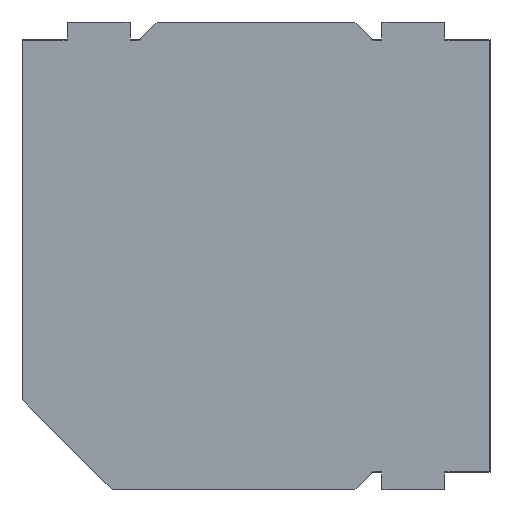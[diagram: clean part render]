
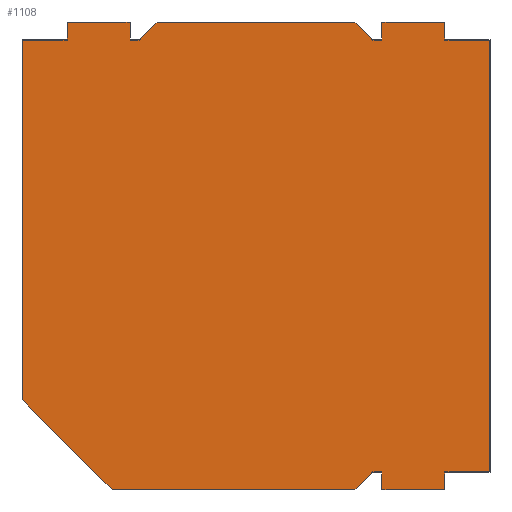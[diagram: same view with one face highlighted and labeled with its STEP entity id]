
A CAD part, front view. The second image highlights one B-rep face of the part: STEP entity #1108.
In plain terms, the highlighted planar face has unit normal (0, -1, 0).
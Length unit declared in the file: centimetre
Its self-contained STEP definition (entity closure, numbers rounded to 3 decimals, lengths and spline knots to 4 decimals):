
#81=FACE_OUTER_BOUND('',#141,.T.);
#141=EDGE_LOOP('',(#923,#924,#925,#926,#927,#928,#929,#930,#931,#932,#933,
#934,#935,#936,#937,#938,#939,#940,#941,#942,#943,#944,#945));
#199=LINE('',#1573,#337);
#203=LINE('',#1581,#341);
#209=LINE('',#1592,#347);
#210=LINE('',#1595,#348);
#215=LINE('',#1604,#353);
#216=LINE('',#1607,#354);
#220=LINE('',#1615,#358);
#225=LINE('',#1624,#363);
#226=LINE('',#1627,#364);
#231=LINE('',#1637,#369);
#235=LINE('',#1644,#373);
#236=LINE('',#1647,#374);
#241=LINE('',#1656,#379);
#242=LINE('',#1658,#380);
#251=LINE('',#1689,#389);
#256=LINE('',#1698,#394);
#258=LINE('',#1702,#396);
#261=LINE('',#1708,#399);
#262=LINE('',#1711,#400);
#266=LINE('',#1718,#404);
#269=LINE('',#1724,#407);
#272=LINE('',#1731,#410);
#274=LINE('',#1734,#412);
#337=VECTOR('',#1280,0.01);
#341=VECTOR('',#1284,0.05);
#347=VECTOR('',#1294,0.0283);
#348=VECTOR('',#1297,0.48);
#353=VECTOR('',#1306,0.22);
#354=VECTOR('',#1309,0.05);
#358=VECTOR('',#1313,0.01);
#363=VECTOR('',#1322,0.0283);
#364=VECTOR('',#1325,0.0283);
#369=VECTOR('',#1334,0.05);
#373=VECTOR('',#1338,0.01);
#374=VECTOR('',#1341,0.27);
#379=VECTOR('',#1350,0.4);
#380=VECTOR('',#1353,0.1414);
#389=VECTOR('',#1384,0.02);
#394=VECTOR('',#1391,0.02);
#396=VECTOR('',#1397,0.07);
#399=VECTOR('',#1402,0.02);
#400=VECTOR('',#1405,0.02);
#404=VECTOR('',#1413,0.07);
#407=VECTOR('',#1418,0.02);
#410=VECTOR('',#1425,0.02);
#412=VECTOR('',#1429,0.07);
#463=VERTEX_POINT('',#1570);
#464=VERTEX_POINT('',#1572);
#467=VERTEX_POINT('',#1578);
#468=VERTEX_POINT('',#1580);
#471=VERTEX_POINT('',#1590);
#472=VERTEX_POINT('',#1594);
#474=VERTEX_POINT('',#1602);
#475=VERTEX_POINT('',#1606);
#478=VERTEX_POINT('',#1612);
#479=VERTEX_POINT('',#1614);
#481=VERTEX_POINT('',#1622);
#482=VERTEX_POINT('',#1626);
#484=VERTEX_POINT('',#1634);
#485=VERTEX_POINT('',#1636);
#488=VERTEX_POINT('',#1642);
#489=VERTEX_POINT('',#1646);
#491=VERTEX_POINT('',#1654);
#502=VERTEX_POINT('',#1688);
#505=VERTEX_POINT('',#1696);
#507=VERTEX_POINT('',#1706);
#508=VERTEX_POINT('',#1710);
#511=VERTEX_POINT('',#1722);
#513=VERTEX_POINT('',#1730);
#571=EDGE_CURVE('',#463,#464,#199,.T.);
#575=EDGE_CURVE('',#467,#468,#203,.T.);
#581=EDGE_CURVE('',#471,#463,#209,.T.);
#582=EDGE_CURVE('',#468,#472,#210,.T.);
#587=EDGE_CURVE('',#474,#471,#215,.T.);
#588=EDGE_CURVE('',#472,#475,#216,.T.);
#592=EDGE_CURVE('',#478,#479,#220,.T.);
#597=EDGE_CURVE('',#481,#474,#225,.T.);
#598=EDGE_CURVE('',#479,#482,#226,.T.);
#603=EDGE_CURVE('',#484,#485,#231,.T.);
#607=EDGE_CURVE('',#488,#481,#235,.T.);
#608=EDGE_CURVE('',#482,#489,#236,.T.);
#613=EDGE_CURVE('',#491,#484,#241,.T.);
#614=EDGE_CURVE('',#489,#491,#242,.T.);
#628=EDGE_CURVE('',#502,#485,#251,.T.);
#633=EDGE_CURVE('',#505,#488,#256,.T.);
#635=EDGE_CURVE('',#502,#505,#258,.T.);
#638=EDGE_CURVE('',#467,#507,#261,.T.);
#639=EDGE_CURVE('',#508,#464,#262,.T.);
#643=EDGE_CURVE('',#507,#508,#266,.T.);
#646=EDGE_CURVE('',#511,#478,#269,.T.);
#649=EDGE_CURVE('',#513,#475,#272,.T.);
#651=EDGE_CURVE('',#513,#511,#274,.T.);
#923=ORIENTED_EDGE('',*,*,#588,.F.);
#924=ORIENTED_EDGE('',*,*,#582,.F.);
#925=ORIENTED_EDGE('',*,*,#575,.F.);
#926=ORIENTED_EDGE('',*,*,#638,.T.);
#927=ORIENTED_EDGE('',*,*,#643,.T.);
#928=ORIENTED_EDGE('',*,*,#639,.T.);
#929=ORIENTED_EDGE('',*,*,#571,.F.);
#930=ORIENTED_EDGE('',*,*,#581,.F.);
#931=ORIENTED_EDGE('',*,*,#587,.F.);
#932=ORIENTED_EDGE('',*,*,#597,.F.);
#933=ORIENTED_EDGE('',*,*,#607,.F.);
#934=ORIENTED_EDGE('',*,*,#633,.F.);
#935=ORIENTED_EDGE('',*,*,#635,.F.);
#936=ORIENTED_EDGE('',*,*,#628,.T.);
#937=ORIENTED_EDGE('',*,*,#603,.F.);
#938=ORIENTED_EDGE('',*,*,#613,.F.);
#939=ORIENTED_EDGE('',*,*,#614,.F.);
#940=ORIENTED_EDGE('',*,*,#608,.F.);
#941=ORIENTED_EDGE('',*,*,#598,.F.);
#942=ORIENTED_EDGE('',*,*,#592,.F.);
#943=ORIENTED_EDGE('',*,*,#646,.F.);
#944=ORIENTED_EDGE('',*,*,#651,.F.);
#945=ORIENTED_EDGE('',*,*,#649,.T.);
#997=PLANE('',#1192);
#1108=ADVANCED_FACE('',(#81),#997,.T.);
#1192=AXIS2_PLACEMENT_3D('',#1750,#1452,#1453);
#1280=DIRECTION('',(1.,0.,0.));
#1284=DIRECTION('',(1.,0.,0.));
#1294=DIRECTION('',(0.707,0.,-0.707));
#1297=DIRECTION('',(0.,0.,-1.));
#1306=DIRECTION('',(1.,0.,0.));
#1309=DIRECTION('',(-1.,0.,0.));
#1313=DIRECTION('',(-1.,0.,0.));
#1322=DIRECTION('',(0.707,0.,0.707));
#1325=DIRECTION('',(-0.707,0.,-0.707));
#1334=DIRECTION('',(1.,0.,0.));
#1338=DIRECTION('',(1.,0.,0.));
#1341=DIRECTION('',(-1.,0.,0.));
#1350=DIRECTION('',(0.,0.,1.));
#1353=DIRECTION('',(-0.707,0.,0.707));
#1384=DIRECTION('',(0.,0.,-1.));
#1391=DIRECTION('',(0.,0.,-1.));
#1397=DIRECTION('',(1.,0.,0.));
#1402=DIRECTION('',(0.,0.,1.));
#1405=DIRECTION('',(0.,0.,-1.));
#1413=DIRECTION('',(-1.,0.,0.));
#1418=DIRECTION('',(0.,0.,1.));
#1425=DIRECTION('',(0.,0.,1.));
#1429=DIRECTION('',(-1.,0.,0.));
#1452=DIRECTION('center_axis',(0.,-1.,0.));
#1453=DIRECTION('ref_axis',(0.,0.,-1.));
#1570=CARTESIAN_POINT('',(-0.9773,0.4945,0.24));
#1572=CARTESIAN_POINT('',(-0.9673,0.4945,0.24));
#1573=CARTESIAN_POINT('',(-0.9773,0.4945,0.24));
#1578=CARTESIAN_POINT('',(-0.8973,0.4945,0.24));
#1580=CARTESIAN_POINT('',(-0.8473,0.4945,0.24));
#1581=CARTESIAN_POINT('',(-0.8973,0.4945,0.24));
#1590=CARTESIAN_POINT('',(-0.9973,0.4945,0.26));
#1592=CARTESIAN_POINT('',(-0.9973,0.4945,0.26));
#1594=CARTESIAN_POINT('',(-0.8473,0.4945,-0.24));
#1595=CARTESIAN_POINT('',(-0.8473,0.4945,0.24));
#1602=CARTESIAN_POINT('',(-1.2173,0.4945,0.26));
#1604=CARTESIAN_POINT('',(-1.2173,0.4945,0.26));
#1606=CARTESIAN_POINT('',(-0.8973,0.4945,-0.24));
#1607=CARTESIAN_POINT('',(-0.8473,0.4945,-0.24));
#1612=CARTESIAN_POINT('',(-0.9673,0.4945,-0.24));
#1614=CARTESIAN_POINT('',(-0.9773,0.4945,-0.24));
#1615=CARTESIAN_POINT('',(-0.8473,0.4945,-0.24));
#1622=CARTESIAN_POINT('',(-1.2373,0.4945,0.24));
#1624=CARTESIAN_POINT('',(-1.2373,0.4945,0.24));
#1626=CARTESIAN_POINT('',(-0.9973,0.4945,-0.26));
#1627=CARTESIAN_POINT('',(-0.9773,0.4945,-0.24));
#1634=CARTESIAN_POINT('',(-1.3673,0.4945,0.24));
#1636=CARTESIAN_POINT('',(-1.3173,0.4945,0.24));
#1637=CARTESIAN_POINT('',(-1.3673,0.4945,0.24));
#1642=CARTESIAN_POINT('',(-1.2473,0.4945,0.24));
#1644=CARTESIAN_POINT('',(-1.3673,0.4945,0.24));
#1646=CARTESIAN_POINT('',(-1.2673,0.4945,-0.26));
#1647=CARTESIAN_POINT('',(-0.9973,0.4945,-0.26));
#1654=CARTESIAN_POINT('',(-1.3673,0.4945,-0.16));
#1656=CARTESIAN_POINT('',(-1.3673,0.4945,-0.16));
#1658=CARTESIAN_POINT('',(-1.2673,0.4945,-0.26));
#1688=CARTESIAN_POINT('',(-1.3173,0.4945,0.26));
#1689=CARTESIAN_POINT('',(-1.3173,0.4945,0.26));
#1696=CARTESIAN_POINT('',(-1.2473,0.4945,0.26));
#1698=CARTESIAN_POINT('',(-1.2473,0.4945,0.26));
#1702=CARTESIAN_POINT('',(-1.3173,0.4945,0.26));
#1706=CARTESIAN_POINT('',(-0.8973,0.4945,0.26));
#1708=CARTESIAN_POINT('',(-0.8973,0.4945,0.1));
#1710=CARTESIAN_POINT('',(-0.9673,0.4945,0.26));
#1711=CARTESIAN_POINT('',(-0.9673,0.4945,0.26));
#1718=CARTESIAN_POINT('',(-0.8973,0.4945,0.26));
#1722=CARTESIAN_POINT('',(-0.9673,0.4945,-0.26));
#1724=CARTESIAN_POINT('',(-0.9673,0.4945,-0.26));
#1730=CARTESIAN_POINT('',(-0.8973,0.4945,-0.26));
#1731=CARTESIAN_POINT('',(-0.8973,0.4945,-0.26));
#1734=CARTESIAN_POINT('',(-0.8973,0.4945,-0.26));
#1750=CARTESIAN_POINT('Origin',(-1.3673,0.4945,0.));
